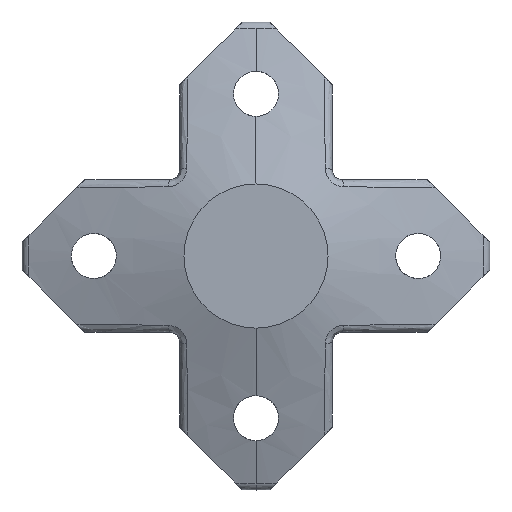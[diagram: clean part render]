
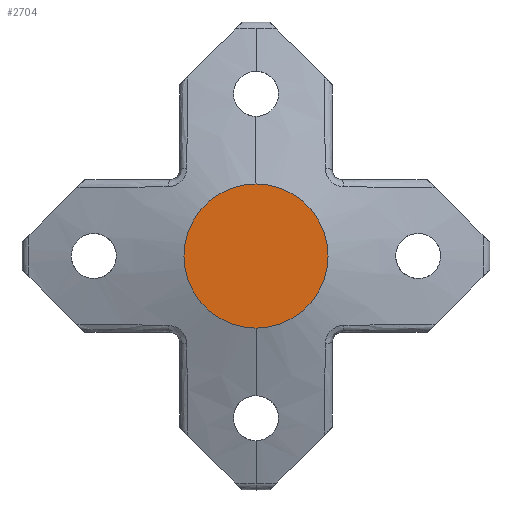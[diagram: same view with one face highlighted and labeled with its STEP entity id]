
A CAD part, front view. The second image highlights one B-rep face of the part: STEP entity #2704.
In plain terms, the highlighted planar face has unit normal (0, -1, 0).
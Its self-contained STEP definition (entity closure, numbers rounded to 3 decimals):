
#65 = CARTESIAN_POINT ( 'NONE',  ( 0., 36., 0. ) ) ;
#177 = DIRECTION ( 'NONE',  ( 0., -1., 0. ) ) ;
#657 = CARTESIAN_POINT ( 'NONE',  ( 0., 36., -4. ) ) ;
#744 = FACE_OUTER_BOUND ( 'NONE', #3025, .T. ) ;
#806 = ORIENTED_EDGE ( 'NONE', *, *, #2564, .T. ) ;
#831 = DIRECTION ( 'NONE',  ( 0., 0., -1. ) ) ;
#877 = EDGE_CURVE ( 'NONE', #1039, #3052, #1148, .T. ) ;
#1039 = VERTEX_POINT ( 'NONE', #657 ) ;
#1106 = DIRECTION ( 'NONE',  ( 0., 0., -1. ) ) ;
#1148 = CIRCLE ( 'NONE', #2406, 4. ) ;
#1479 = PLANE ( 'NONE',  #2756 ) ;
#1554 = DIRECTION ( 'NONE',  ( 0., -1., 0. ) ) ;
#1683 = DIRECTION ( 'NONE',  ( 0., 0., -1. ) ) ;
#1864 = ORIENTED_EDGE ( 'NONE', *, *, #877, .T. ) ;
#1887 = DIRECTION ( 'NONE',  ( 0., -1., 0. ) ) ;
#1960 = CARTESIAN_POINT ( 'NONE',  ( 0., 36., 0. ) ) ;
#2154 = CARTESIAN_POINT ( 'NONE',  ( 0., 36., 0. ) ) ;
#2208 = AXIS2_PLACEMENT_3D ( 'NONE', #2154, #1887, #1106 ) ;
#2406 = AXIS2_PLACEMENT_3D ( 'NONE', #65, #1554, #831 ) ;
#2564 = EDGE_CURVE ( 'NONE', #3052, #1039, #3104, .T. ) ;
#2704 = ADVANCED_FACE ( 'NONE', ( #744 ), #1479, .T. ) ;
#2714 = CARTESIAN_POINT ( 'NONE',  ( 0., 36., 4. ) ) ;
#2756 = AXIS2_PLACEMENT_3D ( 'NONE', #1960, #177, #1683 ) ;
#3025 = EDGE_LOOP ( 'NONE', ( #806, #1864 ) ) ;
#3052 = VERTEX_POINT ( 'NONE', #2714 ) ;
#3104 = CIRCLE ( 'NONE', #2208, 4. ) ;
